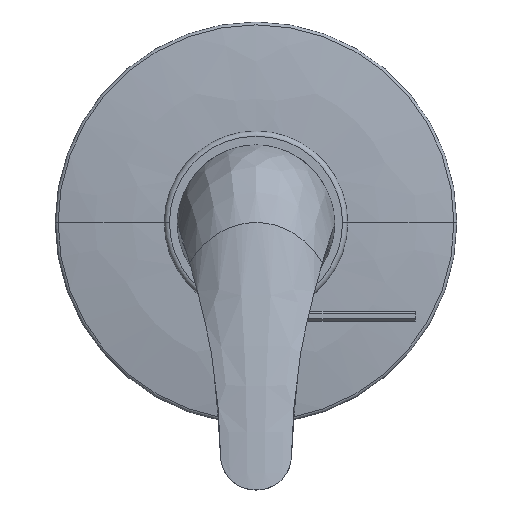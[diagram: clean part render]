
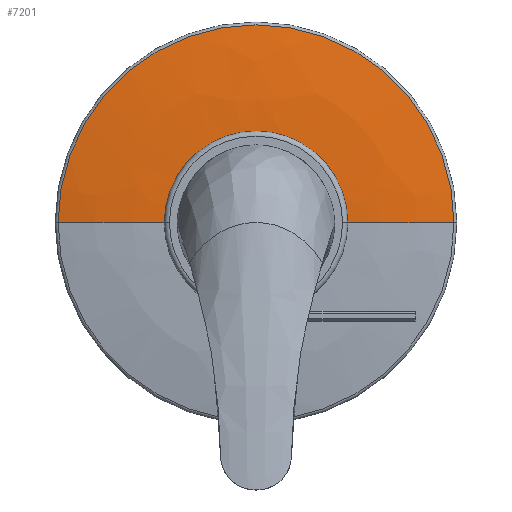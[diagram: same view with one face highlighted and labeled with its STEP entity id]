
A CAD part, top view. The second image highlights one B-rep face of the part: STEP entity #7201.
In plain terms, the highlighted free-form (B-spline) face has degree [3, 3] with [7, 4] control points.
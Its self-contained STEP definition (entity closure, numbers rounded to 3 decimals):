
#6896=CARTESIAN_POINT('',(0.,6.149,0.));
#6897=DIRECTION('',(0.,1.,0.));
#6898=DIRECTION('',(-1.,0.,0.));
#6899=AXIS2_PLACEMENT_3D('',#6896,#6897,#6898);
#6928=CARTESIAN_POINT('',(25.,-174.,0.));
#6929=DIRECTION('',(0.,0.,1.));
#6930=DIRECTION('',(0.176,0.984,0.));
#6931=AXIS2_PLACEMENT_3D('',#6928,#6929,#6930);
#6936=CARTESIAN_POINT('',(-25.,-174.,0.));
#6937=DIRECTION('',(0.,0.,-1.));
#6938=DIRECTION('',(-0.176,0.984,0.));
#6939=AXIS2_PLACEMENT_3D('',#6936,#6937,#6938);
#6966=CARTESIAN_POINT('',(0.,9.,0.));
#6967=DIRECTION('',(0.,-1.,0.));
#6968=DIRECTION('',(1.,0.,0.));
#6969=AXIS2_PLACEMENT_3D('',#6966,#6967,#6968);
#7130=CARTESIAN_POINT('',(25.,9.,0.));
#7132=VERTEX_POINT('',#7130);
#7134=CARTESIAN_POINT('',(-25.,9.,0.));
#7136=VERTEX_POINT('',#7134);
#7146=CARTESIAN_POINT('',(57.176,6.149,0.));
#7147=CARTESIAN_POINT('',(-57.176,6.149,
0.));
#7148=VERTEX_POINT('',#7146);
#7149=VERTEX_POINT('',#7147);
#7162=CARTESIAN_POINT('',(24.305,8.999,-1.529));
#7163=CARTESIAN_POINT('',(35.511,9.039,-2.234));
#7164=CARTESIAN_POINT('',(46.674,8.048,-2.936));
#7165=CARTESIAN_POINT('',(57.698,6.034,-3.63));
#7166=CARTESIAN_POINT('',(25.246,8.999,13.428));
#7167=CARTESIAN_POINT('',(36.886,9.039,19.619));
#7168=CARTESIAN_POINT('',(48.481,8.048,25.786));
#7169=CARTESIAN_POINT('',(59.932,6.034,31.877));
#7170=CARTESIAN_POINT('',(14.987,8.999,24.353));
#7171=CARTESIAN_POINT('',(21.897,9.039,35.581));
#7172=CARTESIAN_POINT('',(28.78,8.048,46.766));
#7173=CARTESIAN_POINT('',(35.578,6.034,57.812));
#7174=CARTESIAN_POINT('',(0.,8.999,24.353));
#7175=CARTESIAN_POINT('',(0.,9.039,35.581));
#7176=CARTESIAN_POINT('',(0.,8.048,46.766));
#7177=CARTESIAN_POINT('',(0.,6.034,57.812));
#7178=CARTESIAN_POINT('',(-14.987,8.999,24.353));
#7179=CARTESIAN_POINT('',(-21.897,9.039,35.581));
#7180=CARTESIAN_POINT('',(-28.78,8.048,46.766));
#7181=CARTESIAN_POINT('',(-35.578,6.034,57.812));
#7182=CARTESIAN_POINT('',(-25.246,8.999,13.428));
#7183=CARTESIAN_POINT('',(-36.886,9.039,19.619));
#7184=CARTESIAN_POINT('',(-48.481,8.048,25.786));
#7185=CARTESIAN_POINT('',(-59.932,6.034,31.877));
#7186=CARTESIAN_POINT('',(-24.305,8.999,
-1.529));
#7187=CARTESIAN_POINT('',(-35.511,9.039,
-2.234));
#7188=CARTESIAN_POINT('',(-46.674,8.048,
-2.936));
#7189=CARTESIAN_POINT('',(-57.698,6.034,
-3.63));
#7190=(BOUNDED_SURFACE()B_SPLINE_SURFACE(3,3,((#7162,#7163,#7164,#7165),(#7166,
#7167,#7168,#7169),(#7170,#7171,#7172,#7173),(#7174,#7175,#7176,#7177),(#7178,
#7179,#7180,#7181),(#7182,#7183,#7184,#7185),(#7186,#7187,#7188,#7189)),
.UNSPECIFIED.,.F.,.F.,.F.)B_SPLINE_SURFACE_WITH_KNOTS((4,3,4),(4,4),(0.,1.,
2.),(0.,1.),.UNSPECIFIED.)GEOMETRIC_REPRESENTATION_ITEM()RATIONAL_B_SPLINE_SURFACE(((1.19,1.186,1.186,1.19),(
0.94,0.937,0.937,0.94),(
0.94,0.937,0.937,0.94),(
1.19,1.186,1.186,1.19),(
0.94,0.937,0.937,0.94),(
0.94,0.937,0.937,0.94),(
1.19,1.186,1.186,1.19)))REPRESENTATION_ITEM('')SURFACE());
#7192=ORIENTED_EDGE('',*,*,#7191,.F.);
#7194=ORIENTED_EDGE('',*,*,#7193,.T.);
#7196=ORIENTED_EDGE('',*,*,#7195,.F.);
#7198=ORIENTED_EDGE('',*,*,#7197,.F.);
#7199=EDGE_LOOP('',(#7192,#7194,#7196,#7198));
#7200=FACE_OUTER_BOUND('',#7199,.F.);
#7201=ADVANCED_FACE('',(#7200),#7190,.T.);
#6900=CIRCLE('',#6899,57.176);
#6932=CIRCLE('',#6931,183.);
#6940=CIRCLE('',#6939,183.);
#6970=CIRCLE('',#6969,25.);
#7191=EDGE_CURVE('',#7149,#7148,#6900,.T.);
#7193=EDGE_CURVE('',#7149,#7136,#6940,.T.);
#7195=EDGE_CURVE('',#7132,#7136,#6970,.T.);
#7197=EDGE_CURVE('',#7148,#7132,#6932,.T.);
